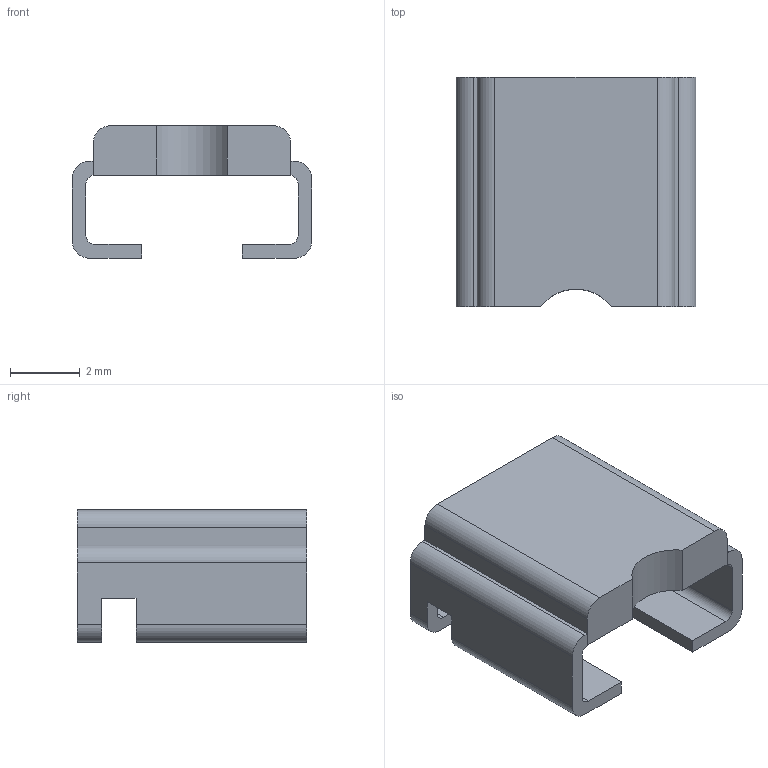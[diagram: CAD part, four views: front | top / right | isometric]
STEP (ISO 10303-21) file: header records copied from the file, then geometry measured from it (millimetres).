
FILE_DESCRIPTION(/* description */ (''),/* implementation_level */ '2;1');
FILE_NAME(/* name */ 'WSL2726 (0.2mohm).stp',/* time_stamp */ '2019-11-04T10:06:06-06:00',/* author */ ('Neil'),/* organization */ (''),/* preprocessor_version */ 'ST-DEVELOPER v15.2',/* originating_system */ 'Autodesk Inventor LT ',/* authorisation */ '');
FILE_SCHEMA (('AUTOMOTIVE_DESIGN { 1 0 10303 214 3 1 1 }'));
Length unit declared in the file: millimetre
Products named in the file (1): WSL2726 (0.2mohm new)
Bounding box: 6.9 x 6.6 x 3.81 mm (x, y, z)
Volume: 72.5 mm3; surface area: 230 mm2
Topology: 3 solids, 3 shells, 52 faces, 138 edges, 92 vertices
Faces by surface type: plane 37, cylinder 15
Entity records: 1648 total; most frequent: CARTESIAN_POINT 283, ORIENTED_EDGE 276, DIRECTION 274, EDGE_CURVE 138, LINE 108, VECTOR 108, VERTEX_POINT 92, AXIS2_PLACEMENT_3D 83
